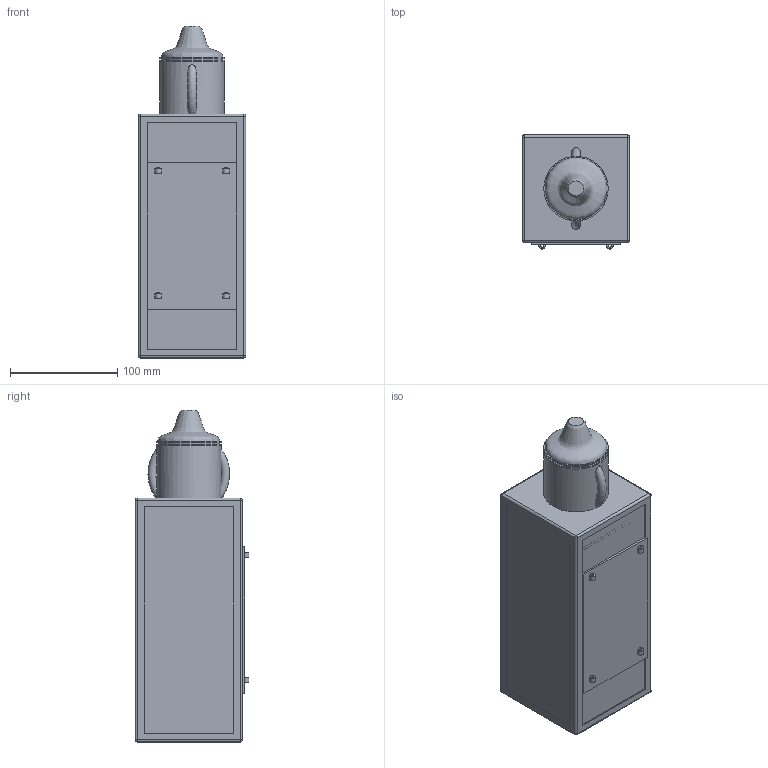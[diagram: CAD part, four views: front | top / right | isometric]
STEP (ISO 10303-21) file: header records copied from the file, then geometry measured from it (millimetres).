
FILE_DESCRIPTION(('FreeCAD Model'),'2;1');
FILE_NAME('Open CASCADE Shape Model','2025-08-30T12:31:12',('Author'),( ''),'Open CASCADE STEP processor 7.8','FreeCAD','Unknown');
FILE_SCHEMA(('AUTOMOTIVE_DESIGN { 1 0 10303 214 1 1 1 1 }'));
Length unit declared in the file: millimetre
Products named in the file (6): BusShell (Solar recess); ThrusterStruts; BulkheadInner; ThrusterAssembly; CentralTube; RadiatorY_
Bounding box: 100 x 106 x 309 mm (x, y, z)
Volume: 406652.6 mm3; surface area: 360912.5 mm2
Topology: 11 solids, 12 shells, 196 faces, 434 edges, 259 vertices
Faces by surface type: plane 117, cylinder 58, sphere 16, torus 3, revolution 2
Full cylindrical faces by diameter (mm): 3 x10, 6 x10, 60 x3, 67.6 x1, 70 x1, 78 x1
Entity records: 15969 total; most frequent: CARTESIAN_POINT 7192, DIRECTION 1594, LINE 840, VECTOR 840, ORIENTED_EDGE 836, PCURVE 836, DEFINITIONAL_REPRESENTATION 836, EDGE_CURVE 418
